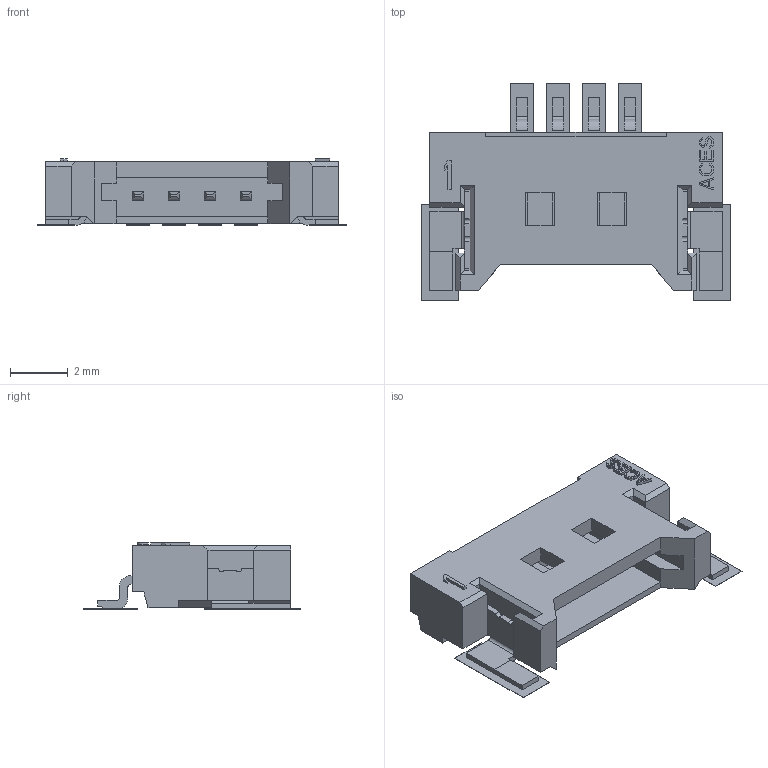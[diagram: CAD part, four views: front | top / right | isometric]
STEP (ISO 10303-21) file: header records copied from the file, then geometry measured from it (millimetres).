
FILE_DESCRIPTION(/* description */ (''),/* implementation_level */ '2;1');
FILE_NAME(/* name */ '080-1638-000_2.stp',/* time_stamp */ '2023-11-01T20:46:21+03:00',/* author */ (''),/* organization */ (''),/* preprocessor_version */ 'ST-DEVELOPER v16.7',/* originating_system */ 'SIEMENS PLM Software NX 12.0',/* authorisation */ '');
FILE_SCHEMA (('AUTOMOTIVE_DESIGN { 1 0 10303 214 3 1 1 1 }'));
Length unit declared in the file: millimetre
Products named in the file (1): 080-1638-000_2
Bounding box: 10.75 x 7.55 x 2.3 mm (x, y, z)
Volume: 60.5 mm3; surface area: 287.3 mm2
Topology: 1 solids, 13 shells, 535 faces, 1393 edges, 904 vertices
Faces by surface type: plane 503, cylinder 32
Entity records: 16980 total; most frequent: CARTESIAN_POINT 2833, ORIENTED_EDGE 2786, DIRECTION 2533, EDGE_CURVE 1393, LINE 1325, VECTOR 1325, VERTEX_POINT 904, AXIS2_PLACEMENT_3D 604
